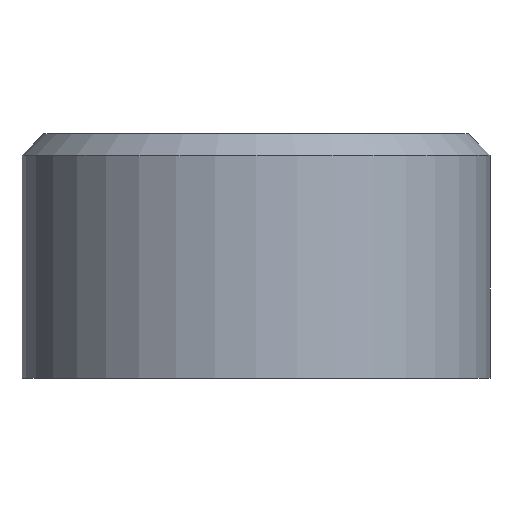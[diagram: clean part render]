
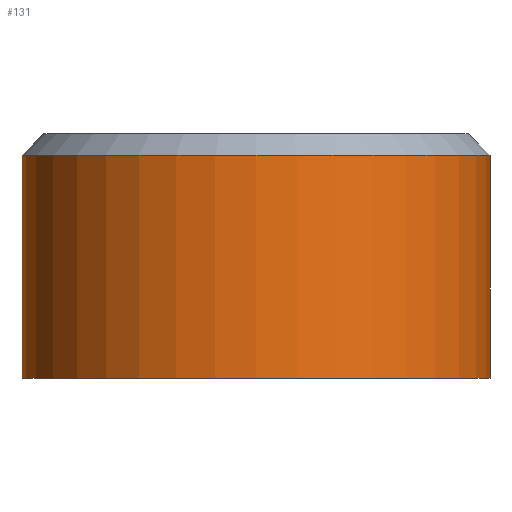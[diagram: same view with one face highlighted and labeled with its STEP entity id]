
A CAD part, front view. The second image highlights one B-rep face of the part: STEP entity #131.
In plain terms, the highlighted cylindrical face has radius 16.25 mm (diameter 32.5 mm), a partial arc.
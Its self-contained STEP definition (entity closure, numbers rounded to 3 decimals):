
#20 = VERTEX_POINT ( 'NONE', #186 ) ;
#53 = ORIENTED_EDGE ( 'NONE', *, *, #54, .T. ) ;
#54 = EDGE_CURVE ( 'NONE', #100, #123, #208, .T. ) ;
#55 = ORIENTED_EDGE ( 'NONE', *, *, #107, .T. ) ;
#56 = ORIENTED_EDGE ( 'NONE', *, *, #57, .F. ) ;
#57 = EDGE_CURVE ( 'NONE', #20, #69, #203, .T. ) ;
#69 = VERTEX_POINT ( 'NONE', #245 ) ;
#95 = EDGE_LOOP ( 'NONE', ( #132, #53, #55, #56 ) ) ;
#100 = VERTEX_POINT ( 'NONE', #362 ) ;
#107 = EDGE_CURVE ( 'NONE', #123, #69, #303, .T. ) ;
#114 = EDGE_CURVE ( 'NONE', #100, #20, #354, .T. ) ;
#123 = VERTEX_POINT ( 'NONE', #282 ) ;
#131 = ADVANCED_FACE ( 'NONE', ( #322 ), #344, .T. ) ;
#132 = ORIENTED_EDGE ( 'NONE', *, *, #114, .F. ) ;
#186 = CARTESIAN_POINT ( 'NONE',  ( -16.25, 0., -1.515 ) ) ;
#203 = CIRCLE ( 'NONE', #233, 16.25 ) ;
#204 = DIRECTION ( 'NONE',  ( 1., 0., 0. ) ) ;
#205 = DIRECTION ( 'NONE',  ( 0., 0., 1. ) ) ;
#206 = CARTESIAN_POINT ( 'NONE',  ( 0., 0., -17. ) ) ;
#207 = AXIS2_PLACEMENT_3D ( 'NONE', #206, #205, #204 ) ;
#208 = CIRCLE ( 'NONE', #207, 16.25 ) ;
#213 = CARTESIAN_POINT ( 'NONE',  ( 0., 0., -1.515 ) ) ;
#231 = DIRECTION ( 'NONE',  ( 1., 0., 0. ) ) ;
#232 = DIRECTION ( 'NONE',  ( 0., 0., 1. ) ) ;
#233 = AXIS2_PLACEMENT_3D ( 'NONE', #213, #232, #231 ) ;
#245 = CARTESIAN_POINT ( 'NONE',  ( 16.25, 0., -1.515 ) ) ;
#282 = CARTESIAN_POINT ( 'NONE',  ( 16.25, 0., -17. ) ) ;
#284 = DIRECTION ( 'NONE',  ( 0., 0., 1. ) ) ;
#285 = VECTOR ( 'NONE', #284, 1000. ) ;
#286 = CARTESIAN_POINT ( 'NONE',  ( -16.25, 0., 0. ) ) ;
#303 = LINE ( 'NONE', #308, #307 ) ;
#306 = DIRECTION ( 'NONE',  ( 0., 0., 1. ) ) ;
#307 = VECTOR ( 'NONE', #306, 1000. ) ;
#308 = CARTESIAN_POINT ( 'NONE',  ( 16.25, 0., 0. ) ) ;
#322 = FACE_OUTER_BOUND ( 'NONE', #95, .T. ) ;
#341 = DIRECTION ( 'NONE',  ( 1., 0., 0. ) ) ;
#342 = DIRECTION ( 'NONE',  ( 0., 0., 1. ) ) ;
#343 = AXIS2_PLACEMENT_3D ( 'NONE', #346, #342, #341 ) ;
#344 = CYLINDRICAL_SURFACE ( 'NONE', #343, 16.25 ) ;
#346 = CARTESIAN_POINT ( 'NONE',  ( 0., 0., 0. ) ) ;
#354 = LINE ( 'NONE', #286, #285 ) ;
#362 = CARTESIAN_POINT ( 'NONE',  ( -16.25, 0., -17. ) ) ;
